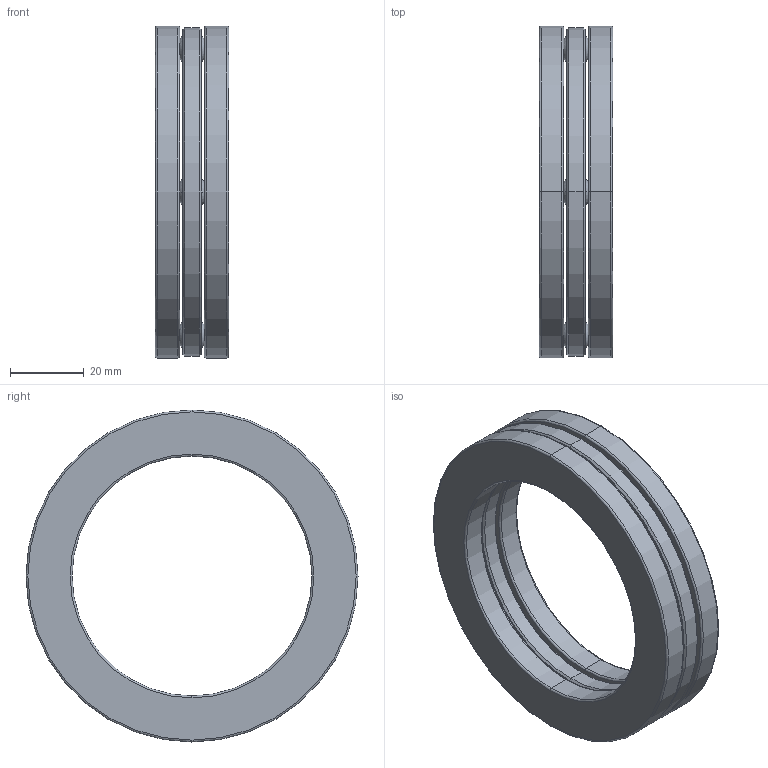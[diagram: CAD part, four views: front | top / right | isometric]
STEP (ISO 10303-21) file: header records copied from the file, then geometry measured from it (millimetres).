
FILE_DESCRIPTION (( 'STEP AP203' ), '1' );
FILE_NAME ('2913-ABB.step', '2018-10-16T13:31:51', ( '' ), ( '' ), 'SwSTEP 2.0', 'SolidWorks 2018', '' );
FILE_SCHEMA (( 'CONFIG_CONTROL_DESIGN' ));
Length unit declared in the file: inch
Products named in the file (1): 2913-ABB
Bounding box: 19.99 x 89.99 x 89.99 mm (x, y, z)
Volume: 52148.2 mm3; surface area: 27172.7 mm2
Topology: 7 solids, 7 shells, 64 faces, 148 edges, 92 vertices
Faces by surface type: torus 20, cylinder 20, plane 8, sphere 8, cone 8
Entity records: 1799 total; most frequent: DIRECTION 358, CARTESIAN_POINT 273, ORIENTED_EDGE 256, AXIS2_PLACEMENT_3D 165, EDGE_CURVE 128, CIRCLE 100, VERTEX_POINT 80, EDGE_LOOP 80
